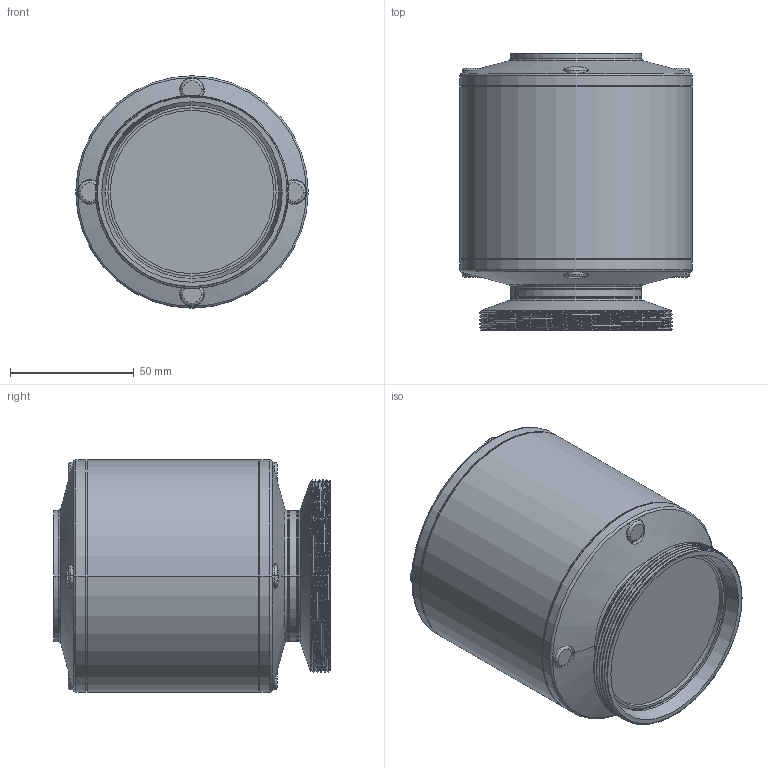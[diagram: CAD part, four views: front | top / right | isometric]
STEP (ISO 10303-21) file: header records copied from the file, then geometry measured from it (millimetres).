
FILE_DESCRIPTION (( 'STEP AP203' ), '1' );
FILE_NAME ('3D-M5091_DN50_174571025.STEP', '2024-09-20T11:10:23', ( '' ), ( '' ), 'SwSTEP 2.0', 'SolidWorks 2024', '' );
FILE_SCHEMA (( 'CONFIG_CONTROL_DESIGN' ));
Length unit declared in the file: millimetre
Products named in the file (1): 3D-M5091_DN50_174571025
Bounding box: 94 x 112 x 94 mm (x, y, z)
Volume: 627106.2 mm3; surface area: 52326 mm2
Topology: 1 solids, 1 shells, 144 faces, 310 edges, 184 vertices
Faces by surface type: cylinder 68, torus 26, plane 26, cone 21, bspline 3
Entity records: 5912 total; most frequent: CARTESIAN_POINT 2722, DIRECTION 706, ORIENTED_EDGE 620, AXIS2_PLACEMENT_3D 310, EDGE_CURVE 310, VERTEX_POINT 184, CIRCLE 168, EDGE_LOOP 160
